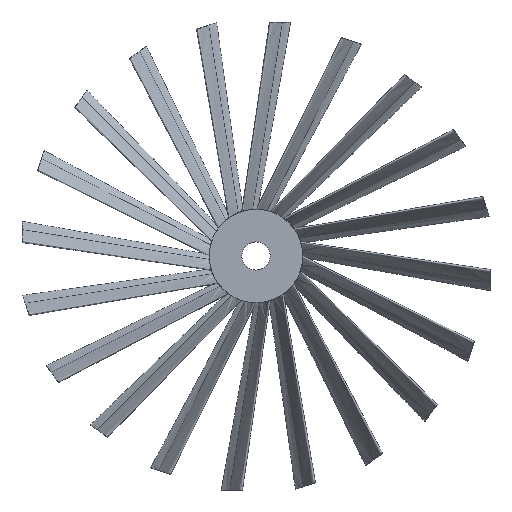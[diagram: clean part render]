
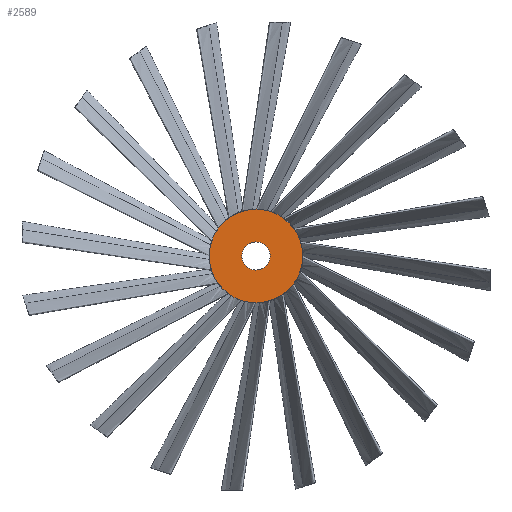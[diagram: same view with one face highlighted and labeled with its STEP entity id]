
A CAD part, front view. The second image highlights one B-rep face of the part: STEP entity #2589.
In plain terms, the highlighted free-form (B-spline) face has degree [1, 1] with [2, 2] control points.
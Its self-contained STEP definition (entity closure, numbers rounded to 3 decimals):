
#24 = VERTEX_POINT('',#25);
#25 = CARTESIAN_POINT('',(0.,0.,-2.049));
#30 = EDGE_CURVE('',#31,#24,#33,.T.);
#31 = VERTEX_POINT('',#32);
#32 = CARTESIAN_POINT('',(0.,0.,2.049));
#33 = ( BOUNDED_CURVE() B_SPLINE_CURVE(2,(#34,#35,#36,#37,#38),
.UNSPECIFIED.,.F.,.F.) B_SPLINE_CURVE_WITH_KNOTS((3,2,3),(3.142,
4.712,6.283),.PIECEWISE_BEZIER_KNOTS.) CURVE() 
GEOMETRIC_REPRESENTATION_ITEM() RATIONAL_B_SPLINE_CURVE((1.,
0.707,1.,0.707,1.)) REPRESENTATION_ITEM('') );
#34 = CARTESIAN_POINT('',(0.,0.,2.049));
#35 = CARTESIAN_POINT('',(-2.049,0.,2.049));
#36 = CARTESIAN_POINT('',(-2.049,0.,0.));
#37 = CARTESIAN_POINT('',(-2.049,0.,-2.049));
#38 = CARTESIAN_POINT('',(0.,0.,-2.049));
#2096 = VERTEX_POINT('',#2097);
#2097 = CARTESIAN_POINT('',(0.,0.,6.83));
#2102 = EDGE_CURVE('',#2096,#2103,#2105,.T.);
#2103 = VERTEX_POINT('',#2104);
#2104 = CARTESIAN_POINT('',(0.,0.,-6.83));
#2105 = ( BOUNDED_CURVE() B_SPLINE_CURVE(2,(#2106,#2107,#2108,#2109,
#2110),.UNSPECIFIED.,.F.,.F.) B_SPLINE_CURVE_WITH_KNOTS((3,2,3),(0.,
1.571,3.142),.PIECEWISE_BEZIER_KNOTS.) CURVE() 
GEOMETRIC_REPRESENTATION_ITEM() RATIONAL_B_SPLINE_CURVE((1.,
0.707,1.,0.707,1.)) REPRESENTATION_ITEM('') );
#2106 = CARTESIAN_POINT('',(0.,0.,6.83));
#2107 = CARTESIAN_POINT('',(6.83,0.,6.83));
#2108 = CARTESIAN_POINT('',(6.83,0.,0.));
#2109 = CARTESIAN_POINT('',(6.83,0.,-6.83));
#2110 = CARTESIAN_POINT('',(0.,0.,-6.83));
#2193 = EDGE_CURVE('',#2103,#2096,#2194,.T.);
#2194 = ( BOUNDED_CURVE() B_SPLINE_CURVE(2,(#2195,#2196,#2197,#2198,
#2199),.UNSPECIFIED.,.F.,.F.) B_SPLINE_CURVE_WITH_KNOTS((3,2,3),(
    3.142,4.712,6.283),
.PIECEWISE_BEZIER_KNOTS.) CURVE() GEOMETRIC_REPRESENTATION_ITEM() 
RATIONAL_B_SPLINE_CURVE((1.,0.707,1.,0.707,1.)) 
REPRESENTATION_ITEM('') );
#2195 = CARTESIAN_POINT('',(0.,0.,-6.83));
#2196 = CARTESIAN_POINT('',(-6.83,0.,-6.83));
#2197 = CARTESIAN_POINT('',(-6.83,0.,0.));
#2198 = CARTESIAN_POINT('',(-6.83,0.,6.83));
#2199 = CARTESIAN_POINT('',(0.,0.,6.83));
#2589 = ADVANCED_FACE('',(#2590,#2601),#2605,.F.);
#2590 = FACE_BOUND('',#2591,.T.);
#2591 = EDGE_LOOP('',(#2592,#2600));
#2592 = ORIENTED_EDGE('',*,*,#2593,.F.);
#2593 = EDGE_CURVE('',#24,#31,#2594,.T.);
#2594 = ( BOUNDED_CURVE() B_SPLINE_CURVE(2,(#2595,#2596,#2597,#2598,
#2599),.UNSPECIFIED.,.F.,.F.) B_SPLINE_CURVE_WITH_KNOTS((3,2,3),(0.,
1.571,3.142),.PIECEWISE_BEZIER_KNOTS.) CURVE() 
GEOMETRIC_REPRESENTATION_ITEM() RATIONAL_B_SPLINE_CURVE((1.,
0.707,1.,0.707,1.)) REPRESENTATION_ITEM('') );
#2595 = CARTESIAN_POINT('',(0.,0.,-2.049));
#2596 = CARTESIAN_POINT('',(2.049,0.,-2.049));
#2597 = CARTESIAN_POINT('',(2.049,0.,0.));
#2598 = CARTESIAN_POINT('',(2.049,0.,2.049));
#2599 = CARTESIAN_POINT('',(0.,0.,2.049));
#2600 = ORIENTED_EDGE('',*,*,#30,.F.);
#2601 = FACE_BOUND('',#2602,.T.);
#2602 = EDGE_LOOP('',(#2603,#2604));
#2603 = ORIENTED_EDGE('',*,*,#2193,.F.);
#2604 = ORIENTED_EDGE('',*,*,#2102,.F.);
#2605 = B_SPLINE_SURFACE_WITH_KNOTS('',1,1,(
    (#2606,#2607)
    ,(#2608,#2609
    )),.UNSPECIFIED.,.F.,.F.,.F.,(2,2),(2,2),(-5.,5.),(-5.,5.),
  .PIECEWISE_BEZIER_KNOTS.);
#2606 = CARTESIAN_POINT('',(-6.83,0.,-6.83));
#2607 = CARTESIAN_POINT('',(6.83,0.,-6.83));
#2608 = CARTESIAN_POINT('',(-6.83,0.,6.83));
#2609 = CARTESIAN_POINT('',(6.83,0.,6.83));
